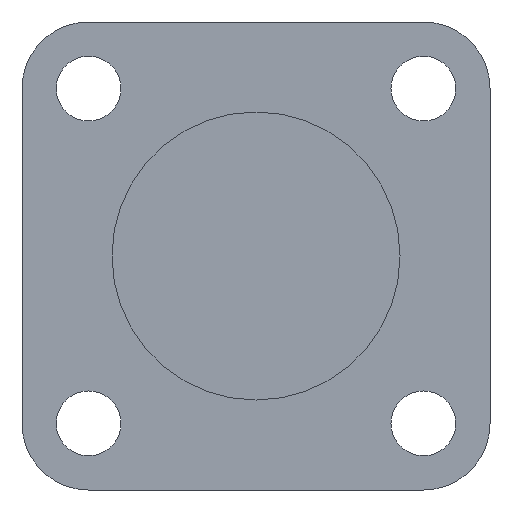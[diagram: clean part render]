
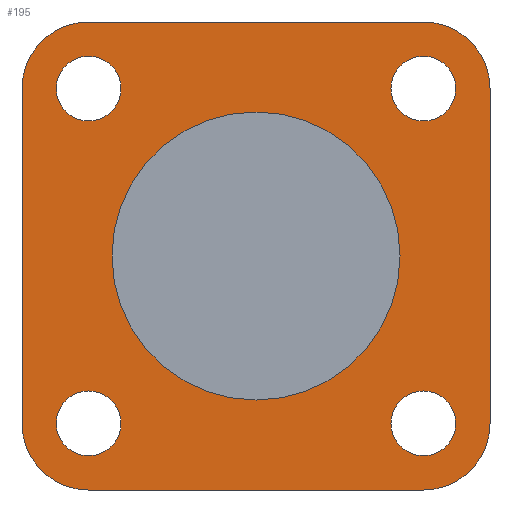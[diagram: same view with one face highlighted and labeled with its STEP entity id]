
A CAD part, left-side view. The second image highlights one B-rep face of the part: STEP entity #195.
In plain terms, the highlighted planar face has unit normal (-1, 0, 0).
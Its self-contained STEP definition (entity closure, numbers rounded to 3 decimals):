
#195 = ADVANCED_FACE( '', ( #286, #287, #288, #289, #290, #291 ), #292, .F. );
#286 = FACE_BOUND( '', #436, .T. );
#287 = FACE_BOUND( '', #437, .T. );
#288 = FACE_BOUND( '', #438, .T. );
#289 = FACE_BOUND( '', #439, .T. );
#290 = FACE_BOUND( '', #440, .T. );
#291 = FACE_OUTER_BOUND( '', #441, .T. );
#292 = PLANE( '', #442 );
#436 = EDGE_LOOP( '', ( #757 ) );
#437 = EDGE_LOOP( '', ( #758 ) );
#438 = EDGE_LOOP( '', ( #759 ) );
#439 = EDGE_LOOP( '', ( #760 ) );
#440 = EDGE_LOOP( '', ( #761 ) );
#441 = EDGE_LOOP( '', ( #762, #763, #764, #765, #766, #767, #768, #769 ) );
#442 = AXIS2_PLACEMENT_3D( '', #770, #771, #772 );
#757 = ORIENTED_EDGE( '', *, *, #1145, .T. );
#758 = ORIENTED_EDGE( '', *, *, #1146, .T. );
#759 = ORIENTED_EDGE( '', *, *, #1147, .T. );
#760 = ORIENTED_EDGE( '', *, *, #1148, .T. );
#761 = ORIENTED_EDGE( '', *, *, #1149, .T. );
#762 = ORIENTED_EDGE( '', *, *, #1150, .F. );
#763 = ORIENTED_EDGE( '', *, *, #1151, .F. );
#764 = ORIENTED_EDGE( '', *, *, #1152, .F. );
#765 = ORIENTED_EDGE( '', *, *, #1153, .F. );
#766 = ORIENTED_EDGE( '', *, *, #1154, .F. );
#767 = ORIENTED_EDGE( '', *, *, #1155, .F. );
#768 = ORIENTED_EDGE( '', *, *, #1089, .F. );
#769 = ORIENTED_EDGE( '', *, *, #1156, .F. );
#770 = CARTESIAN_POINT( '', ( 0., -23.25, 23.25 ) );
#771 = DIRECTION( '', ( 1., 0., 0. ) );
#772 = DIRECTION( '', ( 0., 0., -1. ) );
#1089 = EDGE_CURVE( '', #1288, #1290, #1291, .T. );
#1145 = EDGE_CURVE( '', #1380, #1380, #1381, .T. );
#1146 = EDGE_CURVE( '', #1382, #1382, #1383, .T. );
#1147 = EDGE_CURVE( '', #1384, #1384, #1385, .T. );
#1148 = EDGE_CURVE( '', #1386, #1386, #1387, .T. );
#1149 = EDGE_CURVE( '', #1388, #1388, #1389, .T. );
#1150 = EDGE_CURVE( '', #1390, #1391, #1392, .T. );
#1151 = EDGE_CURVE( '', #1393, #1390, #1394, .T. );
#1152 = EDGE_CURVE( '', #1395, #1393, #1396, .T. );
#1153 = EDGE_CURVE( '', #1397, #1395, #1398, .T. );
#1154 = EDGE_CURVE( '', #1399, #1397, #1400, .T. );
#1155 = EDGE_CURVE( '', #1290, #1399, #1401, .T. );
#1156 = EDGE_CURVE( '', #1391, #1288, #1402, .T. );
#1288 = VERTEX_POINT( '', #1593 );
#1290 = VERTEX_POINT( '', #1596 );
#1291 = LINE( '', #1597, #1598 );
#1380 = VERTEX_POINT( '', #1737 );
#1381 = CIRCLE( '', #1738, 20. );
#1382 = VERTEX_POINT( '', #1739 );
#1383 = CIRCLE( '', #1740, 4.5 );
#1384 = VERTEX_POINT( '', #1741 );
#1385 = CIRCLE( '', #1742, 4.5 );
#1386 = VERTEX_POINT( '', #1743 );
#1387 = CIRCLE( '', #1744, 4.5 );
#1388 = VERTEX_POINT( '', #1745 );
#1389 = CIRCLE( '', #1746, 4.5 );
#1390 = VERTEX_POINT( '', #1747 );
#1391 = VERTEX_POINT( '', #1748 );
#1392 = LINE( '', #1749, #1750 );
#1393 = VERTEX_POINT( '', #1751 );
#1394 = CIRCLE( '', #1752, 9.25 );
#1395 = VERTEX_POINT( '', #1753 );
#1396 = LINE( '', #1754, #1755 );
#1397 = VERTEX_POINT( '', #1756 );
#1398 = CIRCLE( '', #1757, 9.25 );
#1399 = VERTEX_POINT( '', #1758 );
#1400 = LINE( '', #1759, #1760 );
#1401 = CIRCLE( '', #1761, 9.25 );
#1402 = CIRCLE( '', #1762, 9.25 );
#1593 = CARTESIAN_POINT( '', ( 0., -32.5, 23.25 ) );
#1596 = CARTESIAN_POINT( '', ( 0., -32.5, -23.25 ) );
#1597 = CARTESIAN_POINT( '', ( 0., -32.5, 23.25 ) );
#1598 = VECTOR( '', #1937, 1000. );
#1737 = CARTESIAN_POINT( '', ( 0., 0., -20. ) );
#1738 = AXIS2_PLACEMENT_3D( '', #2003, #2004, #2005 );
#1739 = CARTESIAN_POINT( '', ( 0., 23.25, 18.75 ) );
#1740 = AXIS2_PLACEMENT_3D( '', #2006, #2007, #2008 );
#1741 = CARTESIAN_POINT( '', ( 0., -23.25, 18.75 ) );
#1742 = AXIS2_PLACEMENT_3D( '', #2009, #2010, #2011 );
#1743 = CARTESIAN_POINT( '', ( 0., 23.25, -27.75 ) );
#1744 = AXIS2_PLACEMENT_3D( '', #2012, #2013, #2014 );
#1745 = CARTESIAN_POINT( '', ( 0., -23.25, -27.75 ) );
#1746 = AXIS2_PLACEMENT_3D( '', #2015, #2016, #2017 );
#1747 = CARTESIAN_POINT( '', ( 0., 23.25, 32.5 ) );
#1748 = CARTESIAN_POINT( '', ( 0., -23.25, 32.5 ) );
#1749 = CARTESIAN_POINT( '', ( 0., 23.25, 32.5 ) );
#1750 = VECTOR( '', #2018, 1000. );
#1751 = CARTESIAN_POINT( '', ( 0., 32.5, 23.25 ) );
#1752 = AXIS2_PLACEMENT_3D( '', #2019, #2020, #2021 );
#1753 = CARTESIAN_POINT( '', ( 0., 32.5, -23.25 ) );
#1754 = CARTESIAN_POINT( '', ( 0., 32.5, -23.25 ) );
#1755 = VECTOR( '', #2022, 1000. );
#1756 = CARTESIAN_POINT( '', ( 0., 23.25, -32.5 ) );
#1757 = AXIS2_PLACEMENT_3D( '', #2023, #2024, #2025 );
#1758 = CARTESIAN_POINT( '', ( 0., -23.25, -32.5 ) );
#1759 = CARTESIAN_POINT( '', ( 0., -23.25, -32.5 ) );
#1760 = VECTOR( '', #2026, 1000. );
#1761 = AXIS2_PLACEMENT_3D( '', #2027, #2028, #2029 );
#1762 = AXIS2_PLACEMENT_3D( '', #2030, #2031, #2032 );
#1937 = DIRECTION( '', ( 0., 0., -1. ) );
#2003 = CARTESIAN_POINT( '', ( 0., 0., 0. ) );
#2004 = DIRECTION( '', ( 1., 0., 0. ) );
#2005 = DIRECTION( '', ( 0., 0., -1. ) );
#2006 = CARTESIAN_POINT( '', ( 0., 23.25, 23.25 ) );
#2007 = DIRECTION( '', ( 1., 0., 0. ) );
#2008 = DIRECTION( '', ( 0., 0., -1. ) );
#2009 = CARTESIAN_POINT( '', ( 0., -23.25, 23.25 ) );
#2010 = DIRECTION( '', ( 1., 0., 0. ) );
#2011 = DIRECTION( '', ( 0., 0., -1. ) );
#2012 = CARTESIAN_POINT( '', ( 0., 23.25, -23.25 ) );
#2013 = DIRECTION( '', ( 1., 0., 0. ) );
#2014 = DIRECTION( '', ( 0., 0., -1. ) );
#2015 = CARTESIAN_POINT( '', ( 0., -23.25, -23.25 ) );
#2016 = DIRECTION( '', ( 1., 0., 0. ) );
#2017 = DIRECTION( '', ( 0., 0., -1. ) );
#2018 = DIRECTION( '', ( 0., -1., 0. ) );
#2019 = CARTESIAN_POINT( '', ( 0., 23.25, 23.25 ) );
#2020 = DIRECTION( '', ( 1., 0., 0. ) );
#2021 = DIRECTION( '', ( 0., 0., -1. ) );
#2022 = DIRECTION( '', ( 0., 0., 1. ) );
#2023 = CARTESIAN_POINT( '', ( 0., 23.25, -23.25 ) );
#2024 = DIRECTION( '', ( 1., 0., 0. ) );
#2025 = DIRECTION( '', ( 0., 0., -1. ) );
#2026 = DIRECTION( '', ( 0., 1., 0. ) );
#2027 = CARTESIAN_POINT( '', ( 0., -23.25, -23.25 ) );
#2028 = DIRECTION( '', ( 1., 0., 0. ) );
#2029 = DIRECTION( '', ( 0., 0., -1. ) );
#2030 = CARTESIAN_POINT( '', ( 0., -23.25, 23.25 ) );
#2031 = DIRECTION( '', ( 1., 0., 0. ) );
#2032 = DIRECTION( '', ( 0., 0., -1. ) );
